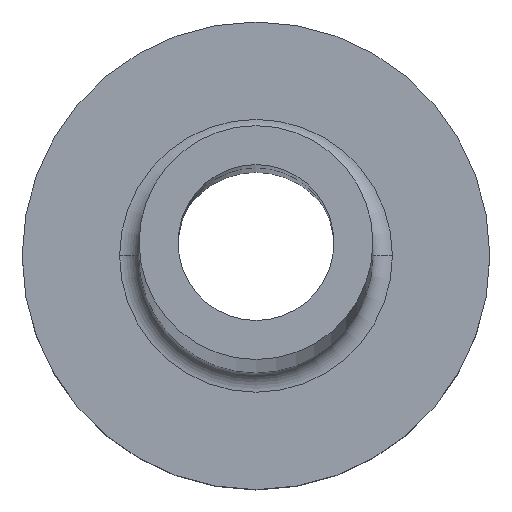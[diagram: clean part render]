
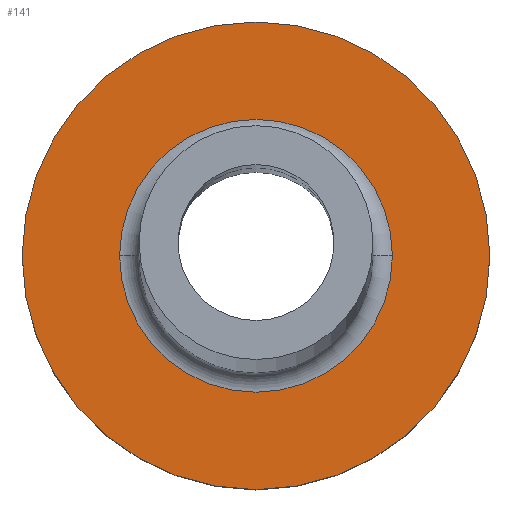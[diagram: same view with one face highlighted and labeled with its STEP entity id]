
A CAD part, top view. The second image highlights one B-rep face of the part: STEP entity #141.
In plain terms, the highlighted planar face has unit normal (0, 0, 1).
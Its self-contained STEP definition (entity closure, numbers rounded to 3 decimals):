
#3 = DIRECTION ( 'NONE',  ( 0., 0., 1. ) ) ;
#4 = EDGE_CURVE ( 'NONE', #21, #20, #270, .T. ) ;
#20 = VERTEX_POINT ( 'NONE', #168 ) ;
#21 = VERTEX_POINT ( 'NONE', #446 ) ;
#28 = DIRECTION ( 'NONE',  ( 1., 0., 0. ) ) ;
#30 = DIRECTION ( 'NONE',  ( 0., 0., -1. ) ) ;
#38 = FACE_BOUND ( 'NONE', #338, .T. ) ;
#50 = VERTEX_POINT ( 'NONE', #314 ) ;
#51 = ORIENTED_EDGE ( 'NONE', *, *, #4, .T. ) ;
#55 = CARTESIAN_POINT ( 'NONE',  ( 0., 0., 5. ) ) ;
#60 = AXIS2_PLACEMENT_3D ( 'NONE', #394, #249, #84 ) ;
#83 = CIRCLE ( 'NONE', #227, 3.5 ) ;
#84 = DIRECTION ( 'NONE',  ( 1., 0., 0. ) ) ;
#122 = ORIENTED_EDGE ( 'NONE', *, *, #458, .T. ) ;
#124 = AXIS2_PLACEMENT_3D ( 'NONE', #180, #3, #145 ) ;
#141 = ADVANCED_FACE ( 'NONE', ( #38, #287 ), #428, .T. ) ;
#145 = DIRECTION ( 'NONE',  ( 1., 0., 0. ) ) ;
#162 = DIRECTION ( 'NONE',  ( 0., 0., 1. ) ) ;
#168 = CARTESIAN_POINT ( 'NONE',  ( 3.5, 0., 5. ) ) ;
#180 = CARTESIAN_POINT ( 'NONE',  ( 0., 0., 5. ) ) ;
#205 = ORIENTED_EDGE ( 'NONE', *, *, #360, .T. ) ;
#214 = EDGE_LOOP ( 'NONE', ( #291, #122 ) ) ;
#223 = CARTESIAN_POINT ( 'NONE',  ( 0., 0., 5. ) ) ;
#227 = AXIS2_PLACEMENT_3D ( 'NONE', #223, #370, #267 ) ;
#249 = DIRECTION ( 'NONE',  ( 0., 0., 1. ) ) ;
#255 = CIRCLE ( 'NONE', #317, 6. ) ;
#267 = DIRECTION ( 'NONE',  ( 1., 0., 0. ) ) ;
#270 = CIRCLE ( 'NONE', #299, 3.5 ) ;
#274 = CARTESIAN_POINT ( 'NONE',  ( 0., 0., 5. ) ) ;
#287 = FACE_OUTER_BOUND ( 'NONE', #214, .T. ) ;
#291 = ORIENTED_EDGE ( 'NONE', *, *, #319, .T. ) ;
#299 = AXIS2_PLACEMENT_3D ( 'NONE', #55, #30, #339 ) ;
#314 = CARTESIAN_POINT ( 'NONE',  ( 6., 0., 5. ) ) ;
#317 = AXIS2_PLACEMENT_3D ( 'NONE', #274, #162, #28 ) ;
#319 = EDGE_CURVE ( 'NONE', #366, #50, #255, .T. ) ;
#338 = EDGE_LOOP ( 'NONE', ( #205, #51 ) ) ;
#339 = DIRECTION ( 'NONE',  ( 1., 0., 0. ) ) ;
#360 = EDGE_CURVE ( 'NONE', #20, #21, #83, .T. ) ;
#366 = VERTEX_POINT ( 'NONE', #406 ) ;
#370 = DIRECTION ( 'NONE',  ( 0., 0., -1. ) ) ;
#394 = CARTESIAN_POINT ( 'NONE',  ( 0., 0., 5. ) ) ;
#406 = CARTESIAN_POINT ( 'NONE',  ( -6., 0., 5. ) ) ;
#428 = PLANE ( 'NONE',  #60 ) ;
#441 = CIRCLE ( 'NONE', #124, 6. ) ;
#446 = CARTESIAN_POINT ( 'NONE',  ( -3.5, 0., 5. ) ) ;
#458 = EDGE_CURVE ( 'NONE', #50, #366, #441, .T. ) ;
